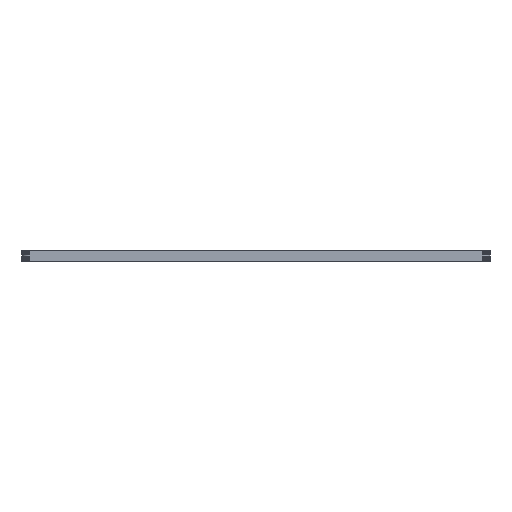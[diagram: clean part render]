
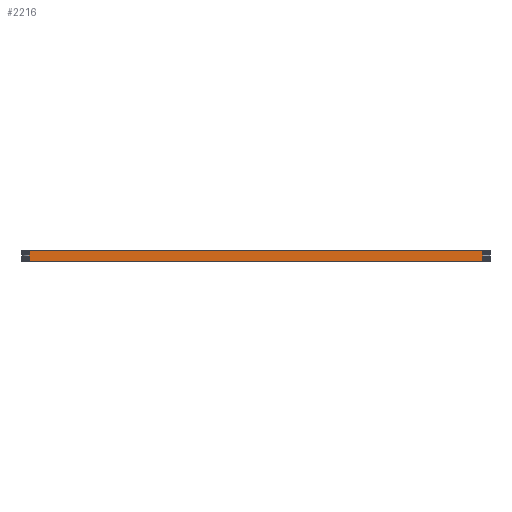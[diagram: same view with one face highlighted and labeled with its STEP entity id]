
A CAD part, left-side view. The second image highlights one B-rep face of the part: STEP entity #2216.
In plain terms, the highlighted planar face has unit normal (-1, 0, 0).
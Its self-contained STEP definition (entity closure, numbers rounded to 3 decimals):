
#131=FACE_OUTER_BOUND('',#282,.T.);
#282=EDGE_LOOP('',(#1793,#1794,#1795,#1796));
#380=LINE('',#3055,#669);
#495=LINE('',#3311,#784);
#570=LINE('',#3486,#859);
#572=LINE('',#3490,#861);
#669=VECTOR('',#2482,10.);
#784=VECTOR('',#2631,1.);
#859=VECTOR('',#2778,10.);
#861=VECTOR('',#2784,10.);
#954=VERTEX_POINT('',#3052);
#955=VERTEX_POINT('',#3054);
#1078=VERTEX_POINT('',#3308);
#1079=VERTEX_POINT('',#3310);
#1168=EDGE_CURVE('',#954,#955,#380,.T.);
#1296=EDGE_CURVE('',#1078,#1079,#495,.T.);
#1384=EDGE_CURVE('',#1079,#954,#570,.T.);
#1386=EDGE_CURVE('',#1078,#955,#572,.T.);
#1793=ORIENTED_EDGE('',*,*,#1386,.T.);
#1794=ORIENTED_EDGE('',*,*,#1168,.F.);
#1795=ORIENTED_EDGE('',*,*,#1384,.F.);
#1796=ORIENTED_EDGE('',*,*,#1296,.F.);
#2122=PLANE('',#2372);
#2216=ADVANCED_FACE('',(#131),#2122,.T.);
#2372=AXIS2_PLACEMENT_3D('',#3489,#2782,#2783);
#2482=DIRECTION('',(0.,-1.,0.));
#2631=DIRECTION('',(0.,1.,0.));
#2778=DIRECTION('',(0.,0.,1.));
#2782=DIRECTION('center_axis',(-1.,0.,0.));
#2783=DIRECTION('ref_axis',(0.,1.,0.));
#2784=DIRECTION('',(0.,0.,1.));
#3052=CARTESIAN_POINT('',(29.534,-35.592,3.));
#3054=CARTESIAN_POINT('',(29.534,-162.592,3.));
#3055=CARTESIAN_POINT('',(29.534,-35.592,3.));
#3308=CARTESIAN_POINT('',(29.534,-162.592,0.));
#3310=CARTESIAN_POINT('',(29.534,-35.592,0.));
#3311=CARTESIAN_POINT('',(29.534,-162.592,0.));
#3486=CARTESIAN_POINT('',(29.534,-35.592,1.6));
#3489=CARTESIAN_POINT('Origin',(29.534,-162.592,0.));
#3490=CARTESIAN_POINT('',(29.534,-162.592,1.6));
